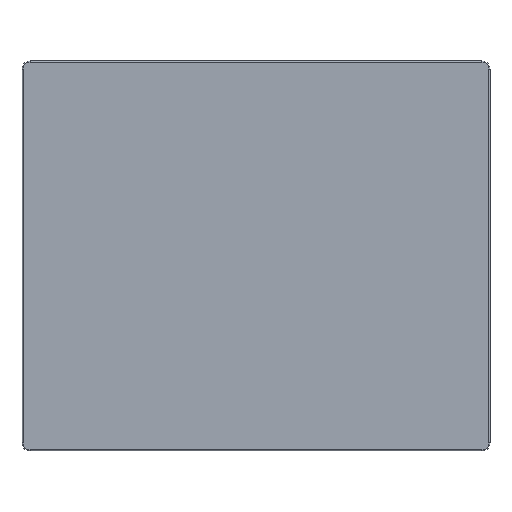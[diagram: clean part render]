
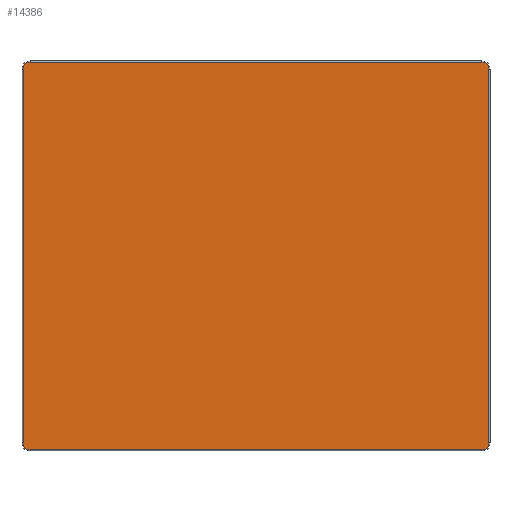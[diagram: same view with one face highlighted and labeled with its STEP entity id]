
A CAD part, front view. The second image highlights one B-rep face of the part: STEP entity #14386.
In plain terms, the highlighted face is planar.
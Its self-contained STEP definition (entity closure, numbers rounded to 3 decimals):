
#841 = LINE ( 'NONE', #13168, #38888 ) ;
#1272 = ORIENTED_EDGE ( 'NONE', *, *, #34424, .T. ) ;
#1757 = DIRECTION ( 'NONE',  ( -1., 0., 0. ) ) ;
#2308 = CARTESIAN_POINT ( 'NONE',  ( 182.5, 227.6, 0. ) ) ;
#2767 = AXIS2_PLACEMENT_3D ( 'NONE', #42623, #51690, #9718 ) ;
#5755 = CARTESIAN_POINT ( 'NONE',  ( -182.5, 227.6, 0. ) ) ;
#6104 = VERTEX_POINT ( 'NONE', #5755 ) ;
#7227 = CARTESIAN_POINT ( 'NONE',  ( -189.5, -220.6, 0. ) ) ;
#8212 = VERTEX_POINT ( 'NONE', #20804 ) ;
#9153 = AXIS2_PLACEMENT_3D ( 'NONE', #19751, #36115, #52371 ) ;
#9668 = ORIENTED_EDGE ( 'NONE', *, *, #11268, .T. ) ;
#9718 = DIRECTION ( 'NONE',  ( -1., 0., 0. ) ) ;
#10019 = EDGE_CURVE ( 'NONE', #49492, #35142, #22167, .T. ) ;
#10565 = LINE ( 'NONE', #51732, #28882 ) ;
#10861 = DIRECTION ( 'NONE',  ( 1., 0., 0. ) ) ;
#11268 = EDGE_CURVE ( 'NONE', #11399, #27798, #17713, .T. ) ;
#11399 = VERTEX_POINT ( 'NONE', #7227 ) ;
#12381 = CARTESIAN_POINT ( 'NONE',  ( 182.5, -227.6, 0. ) ) ;
#13084 = EDGE_CURVE ( 'NONE', #46514, #8212, #24124, .T. ) ;
#13168 = CARTESIAN_POINT ( 'NONE',  ( 189.5, -220.6, 0. ) ) ;
#14386 = ADVANCED_FACE ( 'NONE', ( #18908 ), #48468, .T. ) ;
#15296 = AXIS2_PLACEMENT_3D ( 'NONE', #15603, #19880, #52488 ) ;
#15603 = CARTESIAN_POINT ( 'NONE',  ( 182.5, -220.6, 0. ) ) ;
#17379 = CIRCLE ( 'NONE', #21666, 7. ) ;
#17713 = LINE ( 'NONE', #46580, #39333 ) ;
#18908 = FACE_OUTER_BOUND ( 'NONE', #21945, .T. ) ;
#19751 = CARTESIAN_POINT ( 'NONE',  ( -182.5, -220.6, 0. ) ) ;
#19880 = DIRECTION ( 'NONE',  ( 0., 0., -1. ) ) ;
#20804 = CARTESIAN_POINT ( 'NONE',  ( 189.5, 220.6, 0. ) ) ;
#21666 = AXIS2_PLACEMENT_3D ( 'NONE', #34988, #34181, #1757 ) ;
#21945 = EDGE_LOOP ( 'NONE', ( #9668, #39673, #1272, #29608, #41792, #32080, #39398, #50613 ) ) ;
#22167 = CIRCLE ( 'NONE', #15296, 7. ) ;
#22563 = VERTEX_POINT ( 'NONE', #34357 ) ;
#23599 = CARTESIAN_POINT ( 'NONE',  ( 189.5, -220.6, 0. ) ) ;
#24124 = CIRCLE ( 'NONE', #2767, 7. ) ;
#24564 = AXIS2_PLACEMENT_3D ( 'NONE', #28695, #51260, #24686 ) ;
#24686 = DIRECTION ( 'NONE',  ( -1., 0., 0. ) ) ;
#27798 = VERTEX_POINT ( 'NONE', #50371 ) ;
#28695 = CARTESIAN_POINT ( 'NONE',  ( 0., 0., 0. ) ) ;
#28882 = VECTOR ( 'NONE', #35996, 1000. ) ;
#29608 = ORIENTED_EDGE ( 'NONE', *, *, #13084, .T. ) ;
#31220 = CARTESIAN_POINT ( 'NONE',  ( 182.5, 227.6, 0. ) ) ;
#32080 = ORIENTED_EDGE ( 'NONE', *, *, #10019, .T. ) ;
#32256 = EDGE_CURVE ( 'NONE', #35142, #22563, #10565, .T. ) ;
#34071 = DIRECTION ( 'NONE',  ( 0., 1., 0. ) ) ;
#34181 = DIRECTION ( 'NONE',  ( 0., 0., -1. ) ) ;
#34357 = CARTESIAN_POINT ( 'NONE',  ( -182.5, -227.6, 0. ) ) ;
#34424 = EDGE_CURVE ( 'NONE', #6104, #46514, #34735, .T. ) ;
#34735 = LINE ( 'NONE', #2308, #46928 ) ;
#34988 = CARTESIAN_POINT ( 'NONE',  ( -182.5, 220.6, 0. ) ) ;
#35142 = VERTEX_POINT ( 'NONE', #12381 ) ;
#35996 = DIRECTION ( 'NONE',  ( -1., 0., 0. ) ) ;
#36115 = DIRECTION ( 'NONE',  ( 0., 0., -1. ) ) ;
#37019 = DIRECTION ( 'NONE',  ( 0., -1., 0. ) ) ;
#38888 = VECTOR ( 'NONE', #37019, 1000. ) ;
#39333 = VECTOR ( 'NONE', #34071, 1000. ) ;
#39398 = ORIENTED_EDGE ( 'NONE', *, *, #32256, .T. ) ;
#39405 = EDGE_CURVE ( 'NONE', #27798, #6104, #17379, .T. ) ;
#39673 = ORIENTED_EDGE ( 'NONE', *, *, #39405, .T. ) ;
#41792 = ORIENTED_EDGE ( 'NONE', *, *, #45370, .T. ) ;
#42623 = CARTESIAN_POINT ( 'NONE',  ( 182.5, 220.6, 0. ) ) ;
#45370 = EDGE_CURVE ( 'NONE', #8212, #49492, #841, .T. ) ;
#46514 = VERTEX_POINT ( 'NONE', #31220 ) ;
#46580 = CARTESIAN_POINT ( 'NONE',  ( -189.5, 220.6, 0. ) ) ;
#46928 = VECTOR ( 'NONE', #10861, 1000. ) ;
#47311 = EDGE_CURVE ( 'NONE', #22563, #11399, #48430, .T. ) ;
#48430 = CIRCLE ( 'NONE', #9153, 7. ) ;
#48468 = PLANE ( 'NONE',  #24564 ) ;
#49492 = VERTEX_POINT ( 'NONE', #23599 ) ;
#50371 = CARTESIAN_POINT ( 'NONE',  ( -189.5, 220.6, 0. ) ) ;
#50613 = ORIENTED_EDGE ( 'NONE', *, *, #47311, .T. ) ;
#51260 = DIRECTION ( 'NONE',  ( 0., 0., -1. ) ) ;
#51690 = DIRECTION ( 'NONE',  ( 0., 0., -1. ) ) ;
#51732 = CARTESIAN_POINT ( 'NONE',  ( -182.5, -227.6, 0. ) ) ;
#52371 = DIRECTION ( 'NONE',  ( -1., 0., 0. ) ) ;
#52488 = DIRECTION ( 'NONE',  ( -1., 0., 0. ) ) ;
